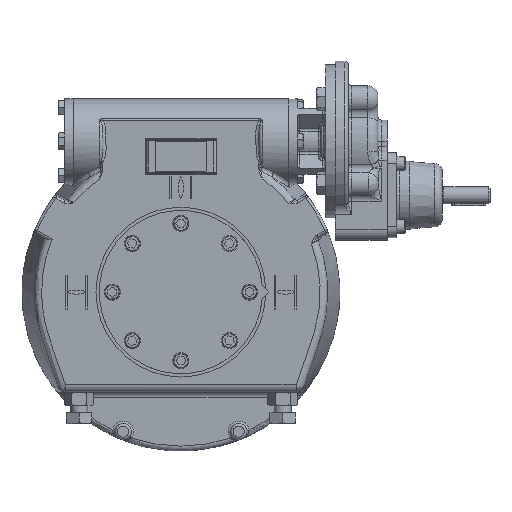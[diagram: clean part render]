
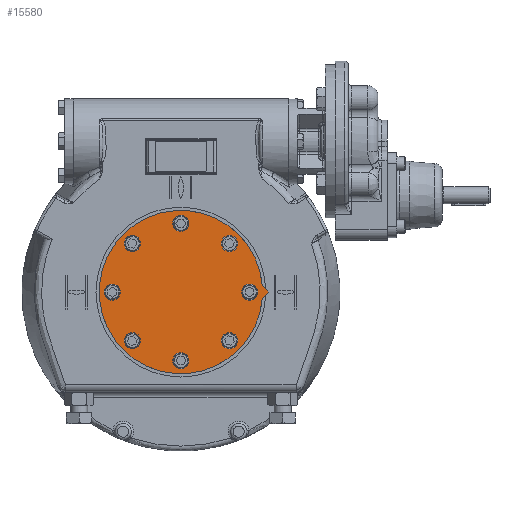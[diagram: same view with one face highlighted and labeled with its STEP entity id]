
A CAD part, top view. The second image highlights one B-rep face of the part: STEP entity #15580.
In plain terms, the highlighted planar face has unit normal (0, 0, 1).
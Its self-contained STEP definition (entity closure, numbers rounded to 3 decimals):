
#1779=CIRCLE('',#19164,96.25);
#1788=CIRCLE('',#19177,6.5);
#1789=CIRCLE('',#19178,6.5);
#1790=CIRCLE('',#19179,6.5);
#1791=CIRCLE('',#19180,6.5);
#1792=CIRCLE('',#19181,6.5);
#1793=CIRCLE('',#19182,6.5);
#1794=CIRCLE('',#19183,6.5);
#1795=CIRCLE('',#19184,6.5);
#5188=ORIENTED_EDGE('',*,*,#8163,.F.);
#5189=ORIENTED_EDGE('',*,*,#8164,.F.);
#5190=ORIENTED_EDGE('',*,*,#8165,.F.);
#5191=ORIENTED_EDGE('',*,*,#8166,.F.);
#5192=ORIENTED_EDGE('',*,*,#8167,.F.);
#5193=ORIENTED_EDGE('',*,*,#8168,.F.);
#5194=ORIENTED_EDGE('',*,*,#8169,.F.);
#5195=ORIENTED_EDGE('',*,*,#8170,.F.);
#5196=ORIENTED_EDGE('',*,*,#8148,.T.);
#5197=ORIENTED_EDGE('',*,*,#8152,.T.);
#5198=ORIENTED_EDGE('',*,*,#8154,.T.);
#8148=EDGE_CURVE('',#10004,#10003,#1779,.T.);
#8152=EDGE_CURVE('',#10003,#10006,#11046,.T.);
#8154=EDGE_CURVE('',#10006,#10004,#11048,.T.);
#8163=EDGE_CURVE('',#10015,#10015,#1788,.T.);
#8164=EDGE_CURVE('',#10016,#10016,#1789,.T.);
#8165=EDGE_CURVE('',#10017,#10017,#1790,.T.);
#8166=EDGE_CURVE('',#10018,#10018,#1791,.T.);
#8167=EDGE_CURVE('',#10019,#10019,#1792,.T.);
#8168=EDGE_CURVE('',#10020,#10020,#1793,.T.);
#8169=EDGE_CURVE('',#10021,#10021,#1794,.T.);
#8170=EDGE_CURVE('',#10022,#10022,#1795,.T.);
#10003=VERTEX_POINT('',#39060);
#10004=VERTEX_POINT('',#39062);
#10006=VERTEX_POINT('',#39068);
#10015=VERTEX_POINT('',#39092);
#10016=VERTEX_POINT('',#39094);
#10017=VERTEX_POINT('',#39096);
#10018=VERTEX_POINT('',#39098);
#10019=VERTEX_POINT('',#39100);
#10020=VERTEX_POINT('',#39102);
#10021=VERTEX_POINT('',#39104);
#10022=VERTEX_POINT('',#39106);
#11046=LINE('',#39069,#11906);
#11048=LINE('',#39072,#11908);
#11906=VECTOR('',#22573,1000.);
#11908=VECTOR('',#22577,1000.);
#13005=EDGE_LOOP('',(#5188));
#13006=EDGE_LOOP('',(#5189));
#13007=EDGE_LOOP('',(#5190));
#13008=EDGE_LOOP('',(#5191));
#13009=EDGE_LOOP('',(#5192));
#13010=EDGE_LOOP('',(#5193));
#13011=EDGE_LOOP('',(#5194));
#13012=EDGE_LOOP('',(#5195));
#13013=EDGE_LOOP('',(#5196,#5197,#5198));
#14189=FACE_BOUND('',#13005,.T.);
#14190=FACE_BOUND('',#13006,.T.);
#14191=FACE_BOUND('',#13007,.T.);
#14192=FACE_BOUND('',#13008,.T.);
#14193=FACE_BOUND('',#13009,.T.);
#14194=FACE_BOUND('',#13010,.T.);
#14195=FACE_BOUND('',#13011,.T.);
#14196=FACE_BOUND('',#13012,.T.);
#14197=FACE_BOUND('',#13013,.T.);
#14752=PLANE('',#19176);
#15580=ADVANCED_FACE('',(#14189,#14190,#14191,#14192,#14193,#14194,#14195,
#14196,#14197),#14752,.T.);
#19164=AXIS2_PLACEMENT_3D('',#39061,#22566,#22567);
#19176=AXIS2_PLACEMENT_3D('',#39090,#22596,#22597);
#19177=AXIS2_PLACEMENT_3D('',#39091,#22598,#22599);
#19178=AXIS2_PLACEMENT_3D('',#39093,#22600,#22601);
#19179=AXIS2_PLACEMENT_3D('',#39095,#22602,#22603);
#19180=AXIS2_PLACEMENT_3D('',#39097,#22604,#22605);
#19181=AXIS2_PLACEMENT_3D('',#39099,#22606,#22607);
#19182=AXIS2_PLACEMENT_3D('',#39101,#22608,#22609);
#19183=AXIS2_PLACEMENT_3D('',#39103,#22610,#22611);
#19184=AXIS2_PLACEMENT_3D('',#39105,#22612,#22613);
#22566=DIRECTION('',(0.,0.,1.));
#22567=DIRECTION('',(1.,0.,0.));
#22573=DIRECTION('',(0.707,0.707,0.));
#22577=DIRECTION('',(-0.707,0.707,0.));
#22596=DIRECTION('',(0.,0.,1.));
#22597=DIRECTION('',(1.,0.,0.));
#22598=DIRECTION('',(0.,0.,1.));
#22599=DIRECTION('',(0.707,0.707,0.));
#22600=DIRECTION('',(0.,0.,1.));
#22601=DIRECTION('',(0.,1.,0.));
#22602=DIRECTION('',(0.,0.,1.));
#22603=DIRECTION('',(-0.707,0.707,0.));
#22604=DIRECTION('',(0.,0.,1.));
#22605=DIRECTION('',(-1.,0.,0.));
#22606=DIRECTION('',(0.,0.,1.));
#22607=DIRECTION('',(-0.707,-0.707,0.));
#22608=DIRECTION('',(0.,0.,1.));
#22609=DIRECTION('',(0.,-1.,0.));
#22610=DIRECTION('',(0.,0.,1.));
#22611=DIRECTION('',(0.707,-0.707,0.));
#22612=DIRECTION('',(0.,0.,1.));
#22613=DIRECTION('',(1.,0.,0.));
#39060=CARTESIAN_POINT('',(95.932,-7.818,54.15));
#39061=CARTESIAN_POINT('',(0.,0.,54.15));
#39062=CARTESIAN_POINT('',(95.932,7.818,54.15));
#39068=CARTESIAN_POINT('',(103.75,0.,54.15));
#39069=CARTESIAN_POINT('',(95.932,-7.818,54.15));
#39072=CARTESIAN_POINT('',(103.75,0.,54.15));
#39090=CARTESIAN_POINT('',(0.,0.,54.15));
#39091=CARTESIAN_POINT('',(-57.276,57.276,54.15));
#39092=CARTESIAN_POINT('',(-52.679,61.872,54.15));
#39093=CARTESIAN_POINT('',(-81.,0.,54.15));
#39094=CARTESIAN_POINT('',(-81.,6.5,54.15));
#39095=CARTESIAN_POINT('',(-57.276,-57.276,54.15));
#39096=CARTESIAN_POINT('',(-61.872,-52.679,54.15));
#39097=CARTESIAN_POINT('',(0.,-81.,54.15));
#39098=CARTESIAN_POINT('',(-6.5,-81.,54.15));
#39099=CARTESIAN_POINT('',(57.276,-57.276,54.15));
#39100=CARTESIAN_POINT('',(52.679,-61.872,54.15));
#39101=CARTESIAN_POINT('',(81.,0.,54.15));
#39102=CARTESIAN_POINT('',(81.,-6.5,54.15));
#39103=CARTESIAN_POINT('',(57.276,57.276,54.15));
#39104=CARTESIAN_POINT('',(61.872,52.679,54.15));
#39105=CARTESIAN_POINT('',(0.,81.,54.15));
#39106=CARTESIAN_POINT('',(6.5,81.,54.15));
